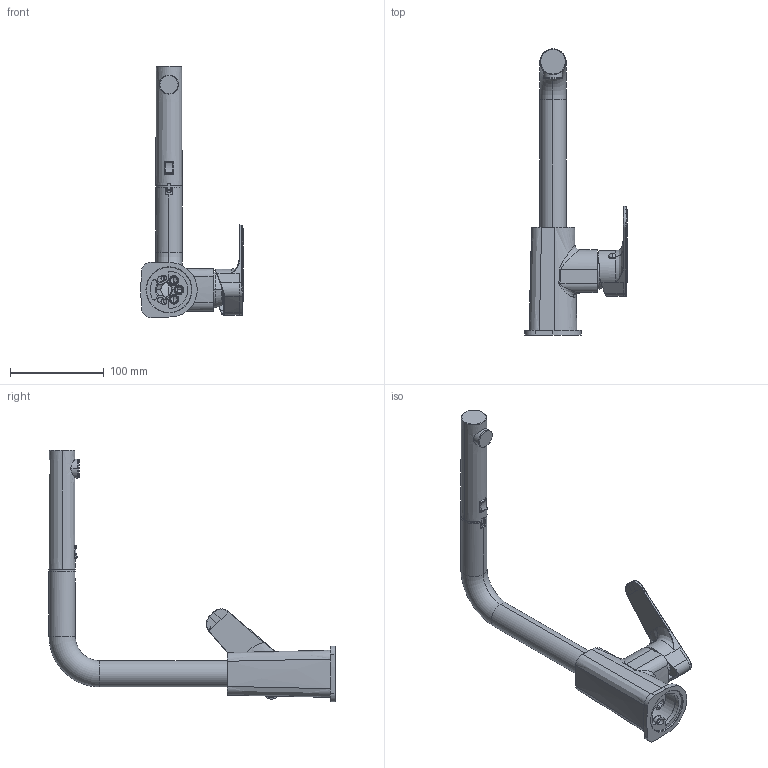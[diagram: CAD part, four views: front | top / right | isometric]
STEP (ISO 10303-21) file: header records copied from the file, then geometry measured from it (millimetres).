
FILE_DESCRIPTION((''),'2;1');
FILE_NAME('SY285CR','2021-11-09T09:53:46',('ut3'),('PAFFONI SpA'),'CREO PARAMETRIC BY PTC INC, 2020044','CREO PARAMETRIC BY PTC INC, 2020044','');
FILE_SCHEMA(('CONFIG_CONTROL_DESIGN','SHAPE_APPEARANCE_LAYERS_GROUPS'));
Length unit declared in the file: millimetre
Products named in the file (1): SY285CR
Bounding box: 108.82 x 304.6 x 267.64 mm (x, y, z)
Volume: 346675.2 mm3; surface area: 157849.4 mm2
Topology: 2 solids, 2 shells, 2038 faces, 5651 edges, 3623 vertices
Faces by surface type: plane 1027, cylinder 545, cone 229, torus 110, bspline 103, sphere 14, extrusion 6, revolution 4
Entity records: 92756 total; most frequent: CARTESIAN_POINT 25839, ORIENTED_EDGE 11254, DIRECTION 10799, EDGE_CURVE 5627, AXIS2_PLACEMENT_3D 3858, VERTEX_POINT 3623, VECTOR 3079, LINE 3073
